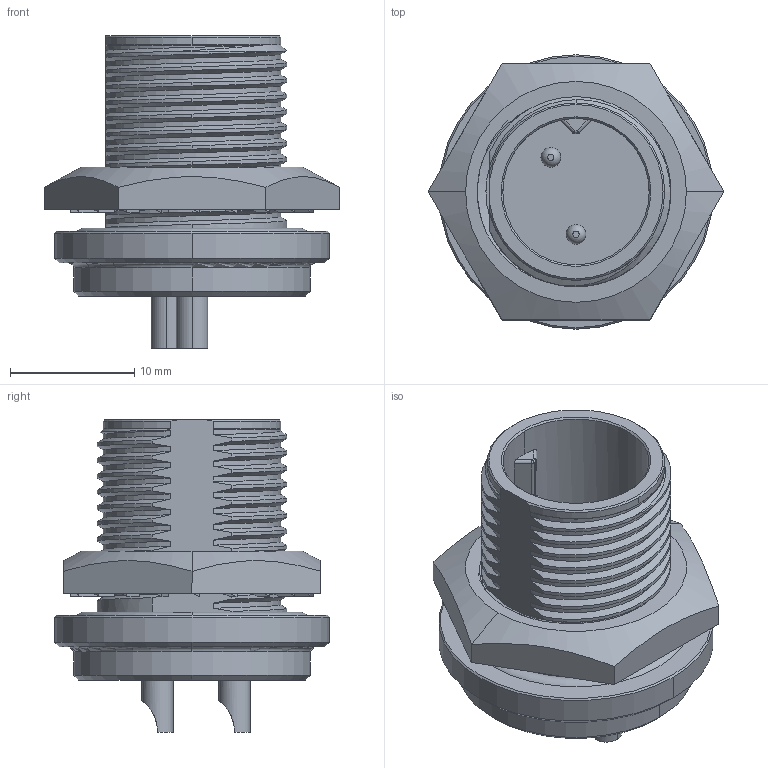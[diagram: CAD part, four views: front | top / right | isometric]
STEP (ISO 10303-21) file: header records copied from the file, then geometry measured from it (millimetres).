
FILE_DESCRIPTION (( 'STEP AP214' ), '1' );
FILE_NAME ('SF7382-2PG-3ES.STEP', '2012-09-14T14:23:52', ( 'J0FPBF1' ), ( '' ), 'SwSTEP 2.0', 'SolidWorks 2011', '' );
FILE_SCHEMA (( 'AUTOMOTIVE_DESIGN' ));
Length unit declared in the file: inch
Products named in the file (1): SF7382-2PG-3ES
Bounding box: 23.82 x 22.1 x 25.2 mm (x, y, z)
Volume: 3942.4 mm3; surface area: 3366.1 mm2
Topology: 2 solids, 2 shells, 305 faces, 761 edges, 487 vertices
Faces by surface type: plane 166, cylinder 68, bspline 39, cone 24, torus 4, sphere 4
Entity records: 24274 total; most frequent: CARTESIAN_POINT 17526, ORIENTED_EDGE 1508, DIRECTION 1206, EDGE_CURVE 754, VERTEX_POINT 484, LINE 470, VECTOR 470, AXIS2_PLACEMENT_3D 368
